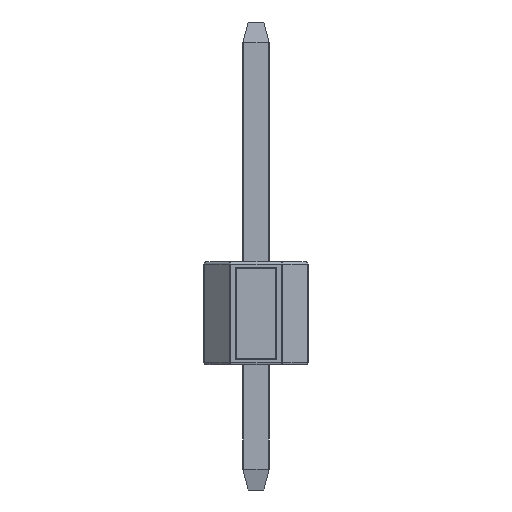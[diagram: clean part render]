
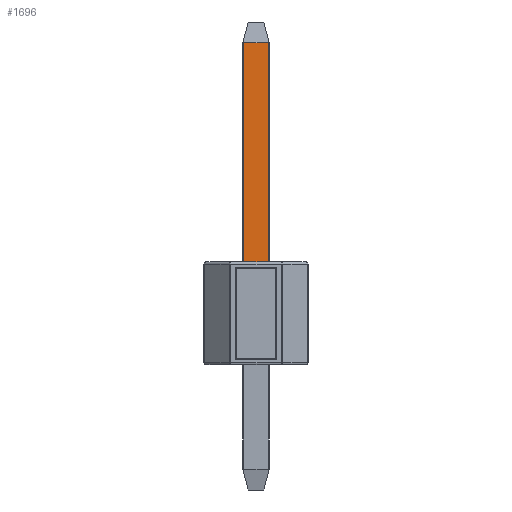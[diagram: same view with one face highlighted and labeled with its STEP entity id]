
A CAD part, left-side view. The second image highlights one B-rep face of the part: STEP entity #1696.
In plain terms, the highlighted planar face has unit normal (-1, 0, 0).
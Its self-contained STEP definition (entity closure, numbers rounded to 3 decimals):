
#347=FACE_OUTER_BOUND('',#441,.T.);
#441=EDGE_LOOP('',(#1386,#1387,#1388,#1389));
#550=LINE('',#2794,#690);
#573=LINE('',#2842,#713);
#574=LINE('',#2844,#714);
#575=LINE('',#2845,#715);
#690=VECTOR('',#2290,10.);
#713=VECTOR('',#2341,10.);
#714=VECTOR('',#2342,10.);
#715=VECTOR('',#2343,10.);
#754=VERTEX_POINT('',#2535);
#757=VERTEX_POINT('',#2542);
#836=VERTEX_POINT('',#2841);
#837=VERTEX_POINT('',#2843);
#1006=EDGE_CURVE('',#757,#754,#550,.T.);
#1029=EDGE_CURVE('',#836,#754,#573,.T.);
#1030=EDGE_CURVE('',#837,#836,#574,.T.);
#1031=EDGE_CURVE('',#757,#837,#575,.T.);
#1386=ORIENTED_EDGE('',*,*,#1006,.T.);
#1387=ORIENTED_EDGE('',*,*,#1029,.F.);
#1388=ORIENTED_EDGE('',*,*,#1030,.F.);
#1389=ORIENTED_EDGE('',*,*,#1031,.F.);
#1519=PLANE('',#1896);
#1696=ADVANCED_FACE('',(#347),#1519,.T.);
#1896=AXIS2_PLACEMENT_3D('',#2840,#2339,#2340);
#2290=DIRECTION('',(0.,-1.,0.));
#2339=DIRECTION('center_axis',(-1.,0.,0.));
#2340=DIRECTION('ref_axis',(0.,0.,1.));
#2341=DIRECTION('',(0.,0.,-1.));
#2342=DIRECTION('',(0.,-1.,0.));
#2343=DIRECTION('',(0.,0.,1.));
#2535=CARTESIAN_POINT('',(-0.32,-0.297,2.5));
#2542=CARTESIAN_POINT('',(-0.32,0.292,2.5));
#2794=CARTESIAN_POINT('',(-0.32,-0.003,2.5));
#2840=CARTESIAN_POINT('Origin',(-0.32,-0.003,2.645));
#2841=CARTESIAN_POINT('',(-0.32,-0.297,7.832));
#2842=CARTESIAN_POINT('',(-0.32,-0.297,5.493));
#2843=CARTESIAN_POINT('',(-0.32,0.292,7.832));
#2844=CARTESIAN_POINT('',(-0.32,0.158,7.832));
#2845=CARTESIAN_POINT('',(-0.32,0.292,-0.202));
